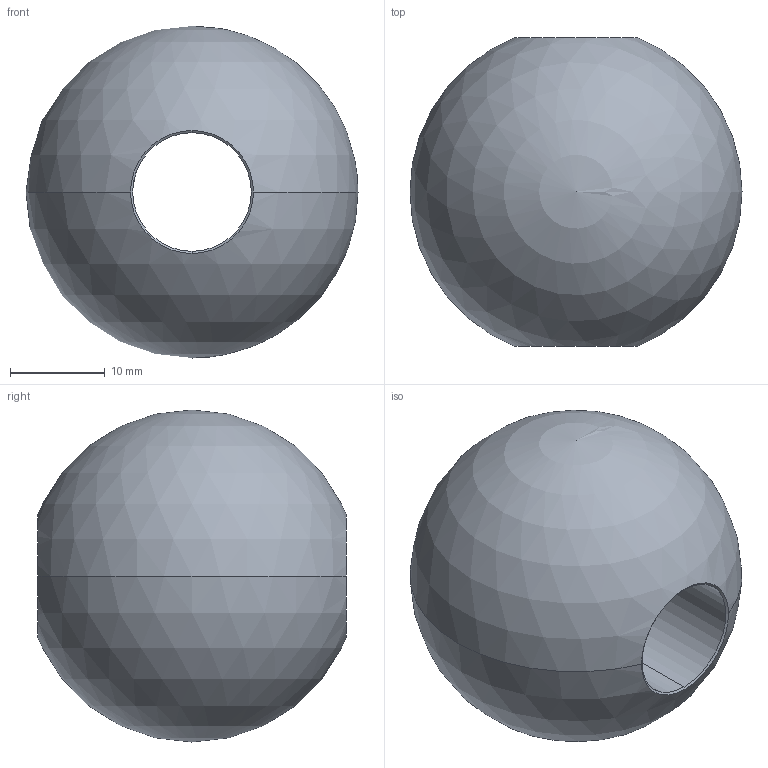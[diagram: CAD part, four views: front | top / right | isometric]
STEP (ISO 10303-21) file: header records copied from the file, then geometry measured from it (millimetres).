
FILE_DESCRIPTION (( 'STEP AP203' ), '1' );
FILE_NAME ('3574-D12.STEP', '2019-03-28T14:46:26', ( '' ), ( '' ), 'SwSTEP 2.0', 'SolidWorks 2015', '' );
FILE_SCHEMA (( 'CONFIG_CONTROL_DESIGN' ));
Length unit declared in the file: millimetre
Products named in the file (1): 3574-D12
Bounding box: 35 x 32.51 x 35 mm (x, y, z)
Volume: 18291.8 mm3; surface area: 4865.2 mm2
Topology: 1 solids, 1 shells, 236 faces, 640 edges, 425 vertices
Faces by surface type: plane 110, bspline 95, cylinder 25, cone 4, sphere 2
Entity records: 11171 total; most frequent: CARTESIAN_POINT 5794, ORIENTED_EDGE 1270, DIRECTION 809, EDGE_CURVE 635, VERTEX_POINT 422, VECTOR 313, LINE 313, EDGE_LOOP 259
